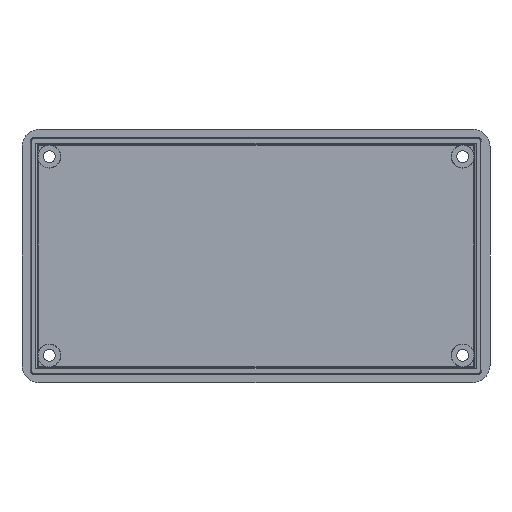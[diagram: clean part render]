
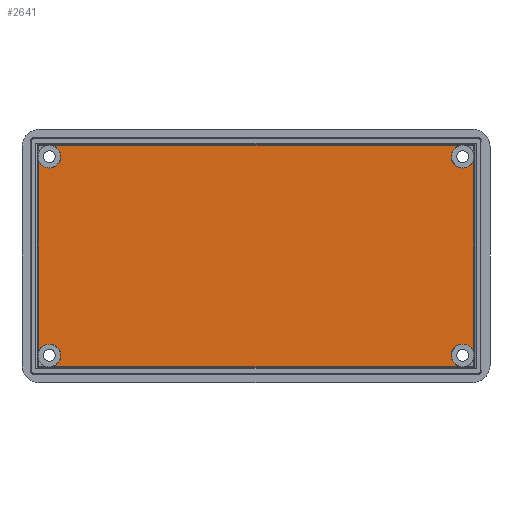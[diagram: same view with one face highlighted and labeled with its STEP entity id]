
A CAD part, top view. The second image highlights one B-rep face of the part: STEP entity #2641.
In plain terms, the highlighted planar face has unit normal (0, 0, 1).
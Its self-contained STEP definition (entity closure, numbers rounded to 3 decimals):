
#51=CARTESIAN_POINT('',(-52.4,-28.371,-1.9));
#52=VERTEX_POINT('',#51);
#110=CARTESIAN_POINT('',(52.4,-28.371,-1.9));
#111=VERTEX_POINT('',#110);
#127=CARTESIAN_POINT('',(52.4,-28.371,-1.9));
#128=DIRECTION('',(-1.0,0.0,0.0));
#129=VECTOR('',#128,104.8);
#130=LINE('',#127,#129);
#131=EDGE_CURVE('',#111,#52,#130,.T.);
#143=CARTESIAN_POINT('',(-55.871,24.9,-1.9));
#144=VERTEX_POINT('',#143);
#192=CARTESIAN_POINT('',(-55.871,-24.9,-1.9));
#193=VERTEX_POINT('',#192);
#209=CARTESIAN_POINT('',(-55.871,-24.9,-1.9));
#210=DIRECTION('',(0.0,1.0,0.0));
#211=VECTOR('',#210,49.8);
#212=LINE('',#209,#211);
#213=EDGE_CURVE('',#193,#144,#212,.T.);
#225=CARTESIAN_POINT('',(52.4,28.371,-1.9));
#226=VERTEX_POINT('',#225);
#274=CARTESIAN_POINT('',(-52.4,28.371,-1.9));
#275=VERTEX_POINT('',#274);
#291=CARTESIAN_POINT('',(-52.4,28.371,-1.9));
#292=DIRECTION('',(1.0,0.0,0.0));
#293=VECTOR('',#292,104.8);
#294=LINE('',#291,#293);
#295=EDGE_CURVE('',#275,#226,#294,.T.);
#307=CARTESIAN_POINT('',(55.871,-24.9,-1.9));
#308=VERTEX_POINT('',#307);
#344=CARTESIAN_POINT('',(55.871,24.9,-1.9));
#345=VERTEX_POINT('',#344);
#359=CARTESIAN_POINT('',(55.871,24.9,-1.9));
#360=DIRECTION('',(0.0,-1.0,0.0));
#361=VECTOR('',#360,49.8);
#362=LINE('',#359,#361);
#363=EDGE_CURVE('',#345,#308,#362,.T.);
#448=CARTESIAN_POINT('',(-53.,-25.5,-1.9));
#449=DIRECTION('',(0.0,0.0,1.0));
#450=DIRECTION('',(-1.0,0.0,0.0));
#451=AXIS2_PLACEMENT_3D('',#448,#449,#450);
#452=CIRCLE('',#451,2.933);
#453=EDGE_CURVE('',#52,#193,#452,.T.);
#483=CARTESIAN_POINT('',(53.,-25.5,-1.9));
#484=DIRECTION('',(0.0,0.0,1.0));
#485=DIRECTION('',(-1.0,0.0,0.0));
#486=AXIS2_PLACEMENT_3D('',#483,#484,#485);
#487=CIRCLE('',#486,2.933);
#488=EDGE_CURVE('',#308,#111,#487,.T.);
#2614=CARTESIAN_POINT('',(0.,0.,-1.9));
#2615=DIRECTION('',(0.0,0.0,1.0));
#2616=DIRECTION('',(1.0,0.0,0.0));
#2617=AXIS2_PLACEMENT_3D('',#2614,#2615,#2616);
#2618=PLANE('',#2617);
#2619=ORIENTED_EDGE('',*,*,#213,.F.);
#2620=ORIENTED_EDGE('',*,*,#453,.F.);
#2621=ORIENTED_EDGE('',*,*,#131,.F.);
#2622=ORIENTED_EDGE('',*,*,#488,.F.);
#2623=ORIENTED_EDGE('',*,*,#363,.F.);
#2624=CARTESIAN_POINT('',(53.,25.5,-1.9));
#2625=DIRECTION('',(0.0,0.0,1.0));
#2626=DIRECTION('',(-1.0,0.0,0.0));
#2627=AXIS2_PLACEMENT_3D('',#2624,#2625,#2626);
#2628=CIRCLE('',#2627,2.933);
#2629=EDGE_CURVE('',#226,#345,#2628,.T.);
#2630=ORIENTED_EDGE('',*,*,#2629,.F.);
#2631=ORIENTED_EDGE('',*,*,#295,.F.);
#2632=CARTESIAN_POINT('',(-53.,25.5,-1.9));
#2633=DIRECTION('',(0.0,0.0,1.0));
#2634=DIRECTION('',(-1.0,0.0,0.0));
#2635=AXIS2_PLACEMENT_3D('',#2632,#2633,#2634);
#2636=CIRCLE('',#2635,2.933);
#2637=EDGE_CURVE('',#144,#275,#2636,.T.);
#2638=ORIENTED_EDGE('',*,*,#2637,.F.);
#2639=EDGE_LOOP('',(#2619,#2620,#2621,#2622,#2623,#2630,#2631,#2638));
#2640=FACE_OUTER_BOUND('',#2639,.T.);
#2641=ADVANCED_FACE('',(#2640),#2618,.T.);
